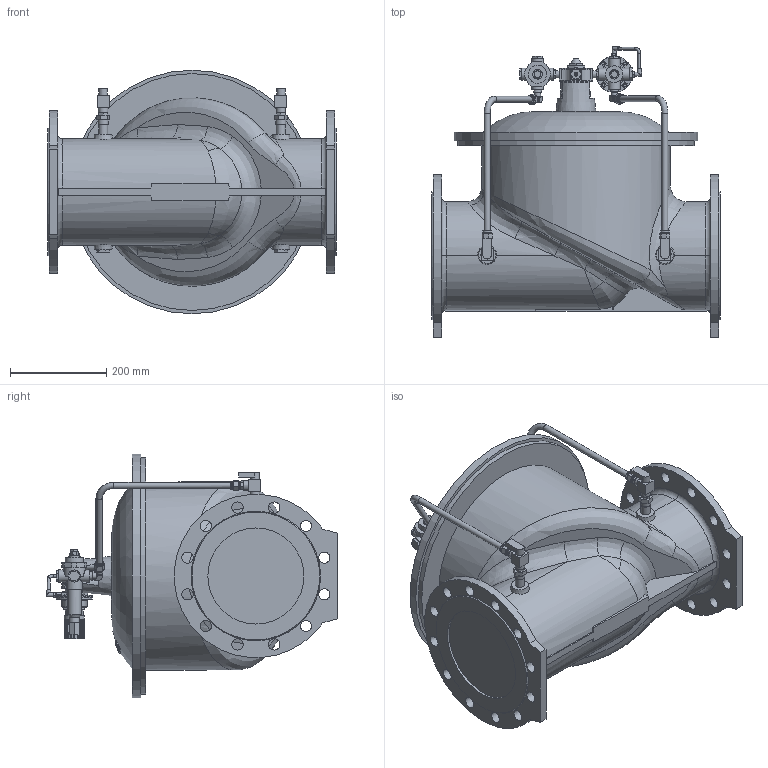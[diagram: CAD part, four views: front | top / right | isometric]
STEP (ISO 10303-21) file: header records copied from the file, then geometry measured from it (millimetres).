
FILE_DESCRIPTION (( 'STEP AP203' ), '1' );
FILE_NAME ('O_859_10_DN0200_1XXXX00_STEP.STEP', '2015-06-12T07:32:11', ( '' ), ( '' ), 'SwSTEP 2.0', 'SolidWorks 2012', '' );
FILE_SCHEMA (( 'CONFIG_CONTROL_DESIGN' ));
Length unit declared in the file: millimetre
Products named in the file (1): O_859_10_DN0200_1XXXX00_STEP
Bounding box: 600 x 606 x 507 mm (x, y, z)
Volume: 54630240.8 mm3; surface area: 1398744.7 mm2
Topology: 1 solids, 1 shells, 1156 faces, 2955 edges, 1892 vertices
Faces by surface type: plane 695, cylinder 221, cone 104, bspline 102, torus 32, sphere 2
Full cylindrical faces by diameter (mm): 6 x6, 7 x1, 7.7 x2, 9 x4, 9.5 x4, 12.5 x4, 12.8 x6, 15 x2, 16 x4, 18 x2, 18.05 x4, 19 x2, 20 x6, 20.77 x2, 22 x1, 23.5 x24, 25 x8, 28 x1, 32 x2, 37 x1, 38 x2, 42 x1, 46 x3, 51 x1, 53 x1, 70 x1, 75 x3, 200 x2, 392.24 x1, 493 x1
Entity records: 42699 total; most frequent: CARTESIAN_POINT 16772, ORIENTED_EDGE 5440, DIRECTION 4868, EDGE_CURVE 2720, VERTEX_POINT 1808, AXIS2_PLACEMENT_3D 1718, EDGE_LOOP 1452, LINE 1432
